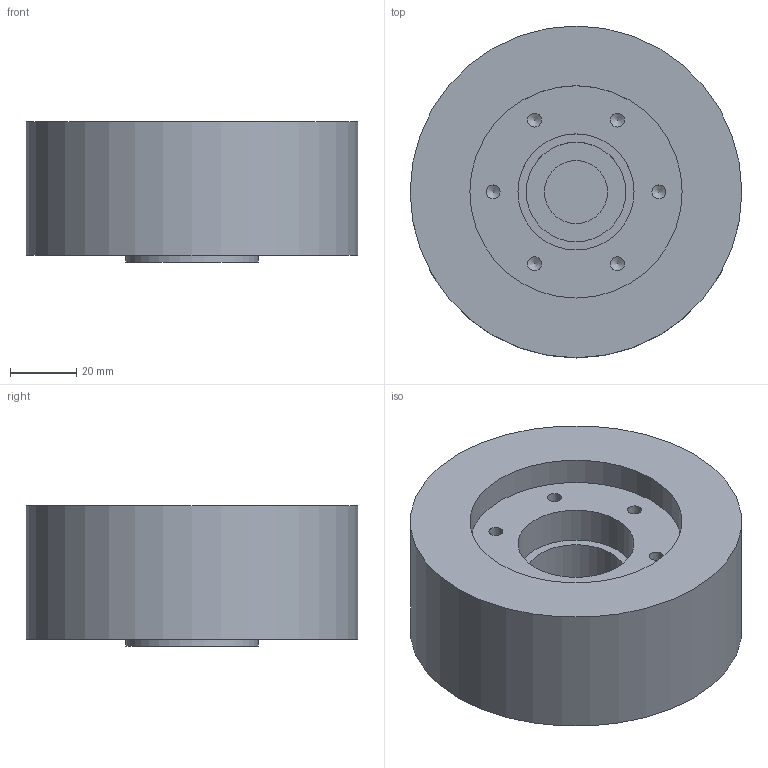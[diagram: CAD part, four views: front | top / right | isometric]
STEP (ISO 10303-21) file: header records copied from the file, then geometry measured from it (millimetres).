
FILE_DESCRIPTION(('FreeCAD Model'),'2;1');
FILE_NAME('moyeu_transmission.step','2020-05-12T19:11:28',( 'Author'),(''),'Open CASCADE STEP processor 7.3','FreeCAD','Unknown' );
FILE_SCHEMA(('AUTOMOTIVE_DESIGN { 1 0 10303 214 1 1 1 1 }'));
Length unit declared in the file: millimetre
Products named in the file (1): moyeu_transmission
Bounding box: 100 x 100 x 42.22 mm (x, y, z)
Volume: 266456.6 mm3; surface area: 36085.5 mm2
Topology: 1 solids, 1 shells, 37 faces, 78 edges, 48 vertices
Faces by surface type: cylinder 18, cone 12, plane 7
Full cylindrical faces by diameter (mm): 4.2 x12, 19 x1, 30 x1, 35 x1, 40 x1, 64 x1, 100 x1
Entity records: 1829 total; most frequent: CARTESIAN_POINT 320, DIRECTION 304, LINE 138, VECTOR 138, ORIENTED_EDGE 132, PCURVE 132, DEFINITIONAL_REPRESENTATION 132, AXIS2_PLACEMENT_3D 74
